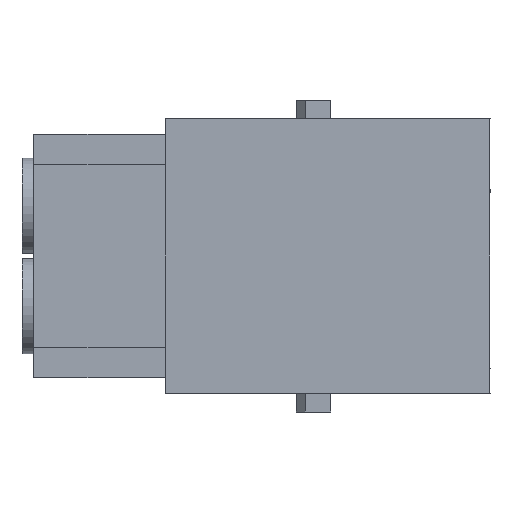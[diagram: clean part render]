
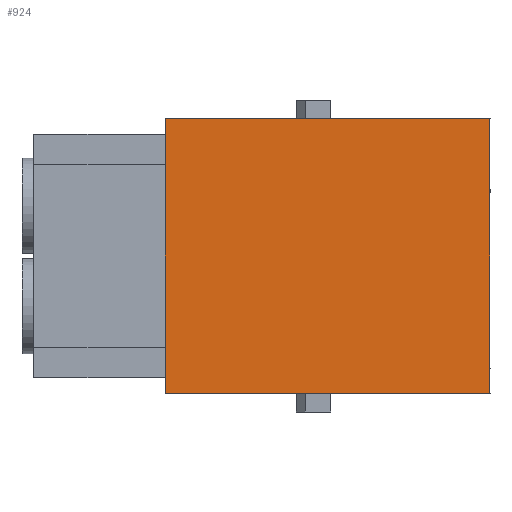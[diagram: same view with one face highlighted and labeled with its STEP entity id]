
A CAD part, left-side view. The second image highlights one B-rep face of the part: STEP entity #924.
In plain terms, the highlighted planar face has unit normal (-1, 0, 0).
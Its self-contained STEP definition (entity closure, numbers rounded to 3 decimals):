
#924=ADVANCED_FACE('',(#1311),#1117,.T.);
#1117=PLANE('',#4816);
#1311=FACE_OUTER_BOUND('',#1537,.T.);
#1537=EDGE_LOOP('',(#2482,#2483,#2484,#2485));
#2482=ORIENTED_EDGE('',*,*,#3504,.T.);
#2483=ORIENTED_EDGE('',*,*,#3505,.T.);
#2484=ORIENTED_EDGE('',*,*,#3506,.T.);
#2485=ORIENTED_EDGE('',*,*,#3496,.T.);
#2983=VERTEX_POINT('',#7119);
#2984=VERTEX_POINT('',#7120);
#2989=VERTEX_POINT('',#7134);
#2990=VERTEX_POINT('',#7138);
#3496=EDGE_CURVE('',#2983,#2984,#3982,.T.);
#3504=EDGE_CURVE('',#2984,#2989,#3990,.T.);
#3505=EDGE_CURVE('',#2989,#2990,#3991,.T.);
#3506=EDGE_CURVE('',#2990,#2983,#3992,.T.);
#3982=LINE('',#7118,#4462);
#3990=LINE('',#7135,#4470);
#3991=LINE('',#7137,#4471);
#3992=LINE('',#7139,#4472);
#4462=VECTOR('',#5698,1.);
#4470=VECTOR('',#5710,1.);
#4471=VECTOR('',#5713,1.);
#4472=VECTOR('',#5714,1.);
#4816=AXIS2_PLACEMENT_3D('',#7140,#5715,#5716);
#5698=DIRECTION('',(0.,0.,-1.));
#5710=DIRECTION('',(0.,-1.,0.));
#5713=DIRECTION('',(0.,0.,1.));
#5714=DIRECTION('',(0.,1.,0.));
#5715=DIRECTION('',(-1.,0.,0.));
#5716=DIRECTION('',(0.,-1.,0.));
#7118=CARTESIAN_POINT('',(-7.35,2.95,15.15));
#7119=CARTESIAN_POINT('',(-7.35,2.95,15.15));
#7120=CARTESIAN_POINT('',(-7.35,2.95,-15.15));
#7134=CARTESIAN_POINT('',(-7.35,-32.85,-15.15));
#7135=CARTESIAN_POINT('',(-7.35,2.95,-15.15));
#7137=CARTESIAN_POINT('',(-7.35,-32.85,-15.15));
#7138=CARTESIAN_POINT('',(-7.35,-32.85,15.15));
#7139=CARTESIAN_POINT('',(-7.35,-32.85,15.15));
#7140=CARTESIAN_POINT('',(-7.35,4.05,-15.25));
